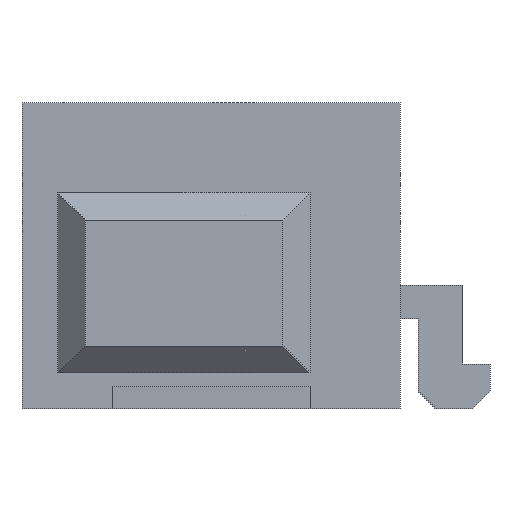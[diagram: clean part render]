
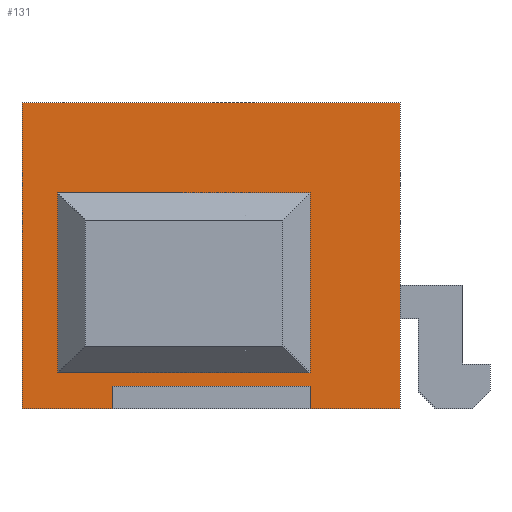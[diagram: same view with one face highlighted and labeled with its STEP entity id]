
A CAD part, front view. The second image highlights one B-rep face of the part: STEP entity #131.
In plain terms, the highlighted planar face has unit normal (0, -1, 0).
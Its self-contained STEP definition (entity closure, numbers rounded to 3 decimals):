
#13=DIRECTION('',(0.,0.,1.));
#14=DIRECTION('',(1.,0.,0.));
#57=VERTEX_POINT('',#58);
#58=CARTESIAN_POINT('',(-1.7,-6.5,2.4));
#62=DIRECTION('',(0.,1.,0.));
#68=VECTOR('',#14,1.);
#71=VERTEX_POINT('',#72);
#72=CARTESIAN_POINT('',(1.1,-6.5,2.4));
#75=ORIENTED_EDGE('',*,*,#76,.F.);
#76=EDGE_CURVE('',#57,#71,#77,.T.);
#77=LINE('',#78,#68);
#78=CARTESIAN_POINT('',(-1.9,-6.5,2.4));
#89=VECTOR('',#13,1.);
#92=VERTEX_POINT('',#93);
#93=CARTESIAN_POINT('',(-1.7,-6.5,0.4));
#97=EDGE_CURVE('',#57,#92,#98,.T.);
#98=LINE('',#99,#100);
#99=CARTESIAN_POINT('',(-1.7,-6.5,0.2));
#100=VECTOR('',#101,1.);
#101=DIRECTION('',(0.,0.,-1.));
#131=ADVANCED_FACE('',(#132,#154),#167,.F.);
#132=FACE_BOUND('',#133,.F.);
#133=EDGE_LOOP('',(#134,#141,#146,#151));
#134=ORIENTED_EDGE('',*,*,#135,.F.);
#135=EDGE_CURVE('',#136,#138,#140,.T.);
#136=VERTEX_POINT('',#137);
#137=CARTESIAN_POINT('',(-2.1,-6.5,0.));
#138=VERTEX_POINT('',#139);
#139=CARTESIAN_POINT('',(2.1,-6.5,0.));
#140=LINE('',#137,#68);
#141=ORIENTED_EDGE('',*,*,#142,.T.);
#142=EDGE_CURVE('',#136,#143,#145,.T.);
#143=VERTEX_POINT('',#144);
#144=CARTESIAN_POINT('',(-2.1,-6.5,3.4));
#145=LINE('',#137,#89);
#146=ORIENTED_EDGE('',*,*,#147,.T.);
#147=EDGE_CURVE('',#143,#148,#150,.T.);
#148=VERTEX_POINT('',#149);
#149=CARTESIAN_POINT('',(2.1,-6.5,3.4));
#150=LINE('',#144,#68);
#151=ORIENTED_EDGE('',*,*,#152,.F.);
#152=EDGE_CURVE('',#138,#148,#153,.T.);
#153=LINE('',#139,#89);
#154=FACE_BOUND('',#155,.F.);
#155=EDGE_LOOP('',(#75,#156,#157,#163));
#156=ORIENTED_EDGE('',*,*,#97,.T.);
#157=ORIENTED_EDGE('',*,*,#158,.T.);
#158=EDGE_CURVE('',#92,#159,#161,.T.);
#159=VERTEX_POINT('',#160);
#160=CARTESIAN_POINT('',(1.1,-6.5,0.4));
#161=LINE('',#162,#68);
#162=CARTESIAN_POINT('',(-1.9,-6.5,0.4));
#163=ORIENTED_EDGE('',*,*,#164,.F.);
#164=EDGE_CURVE('',#71,#159,#165,.T.);
#165=LINE('',#166,#100);
#166=CARTESIAN_POINT('',(1.1,-6.5,0.2));
#167=PLANE('',#168);
#168=AXIS2_PLACEMENT_3D('',#137,#62,#13);
